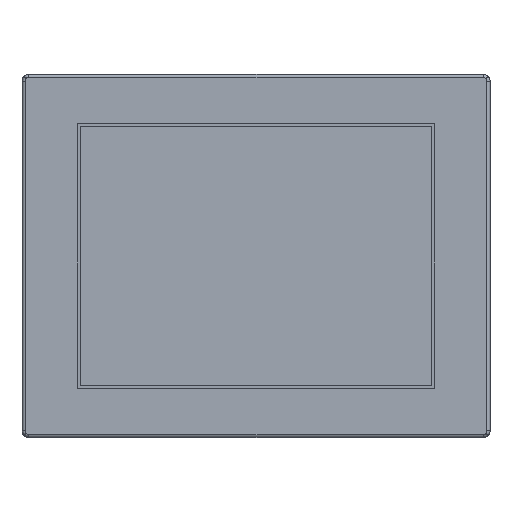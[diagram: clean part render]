
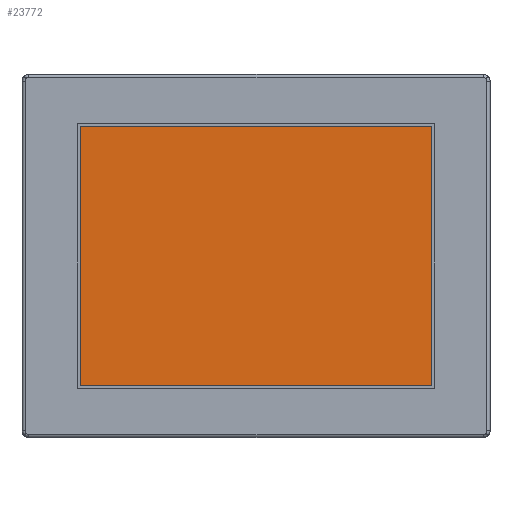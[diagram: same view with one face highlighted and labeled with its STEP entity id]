
A CAD part, top view. The second image highlights one B-rep face of the part: STEP entity #23772.
In plain terms, the highlighted planar face has unit normal (0, 0, 1).
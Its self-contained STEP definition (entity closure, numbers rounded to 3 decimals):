
#18546 = LINE ( 'NONE', #18606, #18605 ) ;
#18590 = CARTESIAN_POINT ( 'NONE',  ( -159.935, 117.835, 10. ) ) ;
#18591 = DIRECTION ( 'NONE',  ( 0., 1., 0. ) ) ;
#18592 = VECTOR ( 'NONE', #18591, 1000. ) ;
#18593 = CARTESIAN_POINT ( 'NONE',  ( -159.935, 117.835, 10. ) ) ;
#18594 = LINE ( 'NONE', #18593, #18592 ) ;
#18603 = CARTESIAN_POINT ( 'NONE',  ( 159.935, -117.835, 10. ) ) ;
#18604 = DIRECTION ( 'NONE',  ( 0., -1., 0. ) ) ;
#18605 = VECTOR ( 'NONE', #18604, 1000. ) ;
#18606 = CARTESIAN_POINT ( 'NONE',  ( 159.935, -117.835, 10. ) ) ;
#18625 = CARTESIAN_POINT ( 'NONE',  ( 159.935, 117.835, 10. ) ) ;
#18626 = DIRECTION ( 'NONE',  ( 1., 0., 0. ) ) ;
#18627 = VECTOR ( 'NONE', #18626, 1000. ) ;
#18628 = CARTESIAN_POINT ( 'NONE',  ( 159.935, 117.835, 10. ) ) ;
#18629 = LINE ( 'NONE', #18628, #18627 ) ;
#18646 = CARTESIAN_POINT ( 'NONE',  ( -159.935, -117.835, 10. ) ) ;
#18756 = FACE_OUTER_BOUND ( 'NONE', #23773, .T. ) ;
#18757 = DIRECTION ( 'NONE',  ( -1., 0., 0. ) ) ;
#18758 = VECTOR ( 'NONE', #18757, 1000. ) ;
#18759 = CARTESIAN_POINT ( 'NONE',  ( -159.935, -117.835, 10. ) ) ;
#18760 = LINE ( 'NONE', #18759, #18758 ) ;
#18793 = DIRECTION ( 'NONE',  ( -1., 0., 0. ) ) ;
#18794 = DIRECTION ( 'NONE',  ( 0., 0., -1. ) ) ;
#18795 = CARTESIAN_POINT ( 'NONE',  ( 212.7, 165.1, 10. ) ) ;
#18796 = AXIS2_PLACEMENT_3D ( 'NONE', #18795, #18794, #18793 ) ;
#18797 = PLANE ( 'NONE',  #18796 ) ;
#23706 = EDGE_CURVE ( 'NONE', #23724, #23707, #18546, .T. ) ;
#23707 = VERTEX_POINT ( 'NONE', #18603 ) ;
#23714 = EDGE_CURVE ( 'NONE', #23736, #23715, #18594, .T. ) ;
#23715 = VERTEX_POINT ( 'NONE', #18590 ) ;
#23723 = EDGE_CURVE ( 'NONE', #23715, #23724, #18629, .T. ) ;
#23724 = VERTEX_POINT ( 'NONE', #18625 ) ;
#23736 = VERTEX_POINT ( 'NONE', #18646 ) ;
#23751 = ORIENTED_EDGE ( 'NONE', *, *, #23769, .F. ) ;
#23769 = EDGE_CURVE ( 'NONE', #23707, #23736, #18760, .T. ) ;
#23772 = ADVANCED_FACE ( 'NONE', ( #18756 ), #18797, .F. ) ;
#23773 = EDGE_LOOP ( 'NONE', ( #23774, #23775, #23776, #23751 ) ) ;
#23774 = ORIENTED_EDGE ( 'NONE', *, *, #23706, .F. ) ;
#23775 = ORIENTED_EDGE ( 'NONE', *, *, #23723, .F. ) ;
#23776 = ORIENTED_EDGE ( 'NONE', *, *, #23714, .F. ) ;
